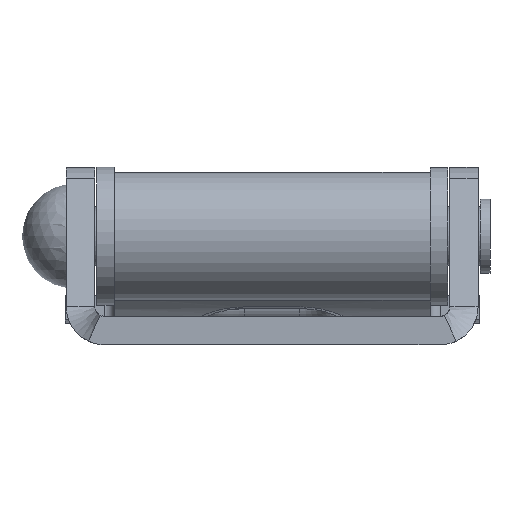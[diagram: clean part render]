
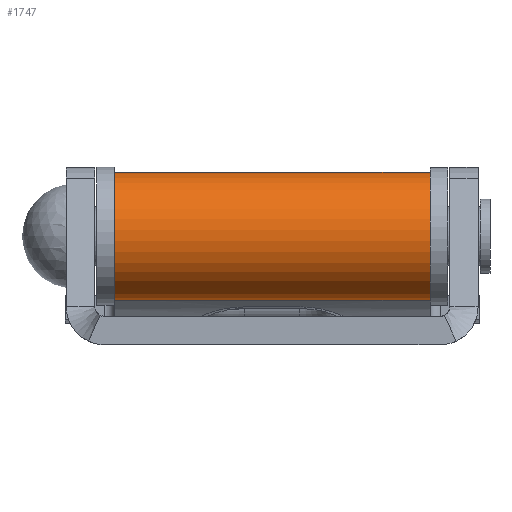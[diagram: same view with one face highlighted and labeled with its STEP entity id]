
A CAD part, left-side view. The second image highlights one B-rep face of the part: STEP entity #1747.
In plain terms, the highlighted cylindrical face has radius 10.351 mm (diameter 20.701 mm), a partial arc.
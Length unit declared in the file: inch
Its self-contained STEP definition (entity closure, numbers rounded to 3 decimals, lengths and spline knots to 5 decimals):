
#302=CARTESIAN_POINT('',(0.22697,-1.0,0.21156));
#303=VERTEX_POINT('',#302);
#310=CARTESIAN_POINT('',(0.22697,1.0,0.21156));
#311=VERTEX_POINT('',#310);
#312=CARTESIAN_POINT('',(0.22697,-1.0,0.21156));
#313=DIRECTION('',(0.0,1.0,0.0));
#314=VECTOR('',#313,2.0);
#315=LINE('',#312,#314);
#316=EDGE_CURVE('',#303,#311,#315,.T.);
#395=CARTESIAN_POINT('',(0.36869,-1.0,0.72357));
#396=VERTEX_POINT('',#395);
#404=CARTESIAN_POINT('',(0.0,-1.,0.55));
#405=DIRECTION('',(0.0,1.0,0.0));
#406=DIRECTION('',(0.557,0.0,-0.831));
#407=AXIS2_PLACEMENT_3D('',#404,#405,#406);
#408=CIRCLE('',#407,0.4075);
#409=EDGE_CURVE('',#303,#396,#408,.T.);
#571=CARTESIAN_POINT('',(0.36869,1.0,0.72357));
#572=VERTEX_POINT('',#571);
#573=CARTESIAN_POINT('',(0.0,1.,0.55));
#574=DIRECTION('',(0.0,-1.0,0.0));
#575=DIRECTION('',(0.557,0.0,-0.831));
#576=AXIS2_PLACEMENT_3D('',#573,#574,#575);
#577=CIRCLE('',#576,0.4075);
#578=EDGE_CURVE('',#572,#311,#577,.T.);
#1695=CARTESIAN_POINT('',(0.36869,-1.0,0.72357));
#1696=DIRECTION('',(0.0,1.0,0.0));
#1697=VECTOR('',#1696,2.0);
#1698=LINE('',#1695,#1697);
#1699=EDGE_CURVE('',#396,#572,#1698,.T.);
#1736=CARTESIAN_POINT('',(0.0,0.0,0.55));
#1737=DIRECTION('',(0.0,1.0,0.0));
#1738=DIRECTION('',(0.557,0.0,-0.831));
#1739=AXIS2_PLACEMENT_3D('',#1736,#1737,#1738);
#1740=CYLINDRICAL_SURFACE('',#1739,0.4075);
#1741=ORIENTED_EDGE('',*,*,#578,.T.);
#1742=ORIENTED_EDGE('',*,*,#316,.F.);
#1743=ORIENTED_EDGE('',*,*,#409,.T.);
#1744=ORIENTED_EDGE('',*,*,#1699,.T.);
#1745=EDGE_LOOP('',(#1741,#1742,#1743,#1744));
#1746=FACE_OUTER_BOUND('',#1745,.T.);
#1747=ADVANCED_FACE('',(#1746),#1740,.T.);
